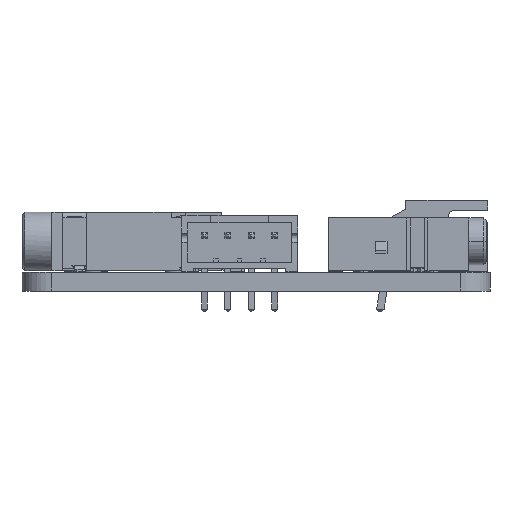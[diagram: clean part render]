
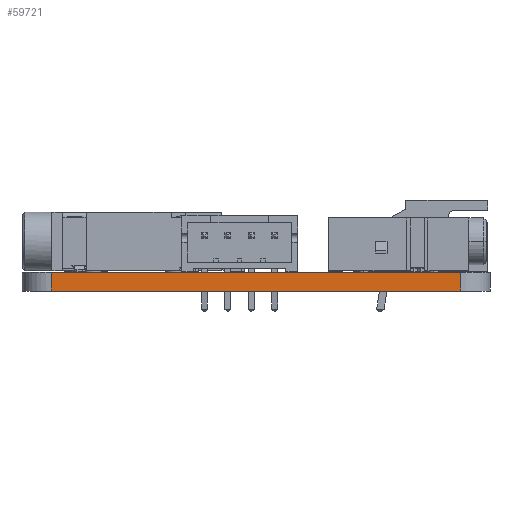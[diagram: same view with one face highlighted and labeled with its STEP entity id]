
A CAD part, front view. The second image highlights one B-rep face of the part: STEP entity #59721.
In plain terms, the highlighted planar face has unit normal (0, -1, 0).
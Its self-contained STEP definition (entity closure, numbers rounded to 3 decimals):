
#59721 = ADVANCED_FACE('',(#59722),#59736,.F.);
#59722 = FACE_BOUND('',#59723,.F.);
#59723 = EDGE_LOOP('',(#59724,#59759,#59787,#59815));
#59724 = ORIENTED_EDGE('',*,*,#59725,.T.);
#59725 = EDGE_CURVE('',#59726,#59728,#59730,.T.);
#59726 = VERTEX_POINT('',#59727);
#59727 = CARTESIAN_POINT('',(102.5,-135.,0.));
#59728 = VERTEX_POINT('',#59729);
#59729 = CARTESIAN_POINT('',(102.5,-135.,1.6));
#59730 = SURFACE_CURVE('',#59731,(#59735,#59747),.PCURVE_S1.);
#59731 = LINE('',#59732,#59733);
#59732 = CARTESIAN_POINT('',(102.5,-135.,0.));
#59733 = VECTOR('',#59734,1.);
#59734 = DIRECTION('',(0.,0.,1.));
#59735 = PCURVE('',#59736,#59741);
#59736 = PLANE('',#59737);
#59737 = AXIS2_PLACEMENT_3D('',#59738,#59739,#59740);
#59738 = CARTESIAN_POINT('',(102.5,-135.,0.));
#59739 = DIRECTION('',(0.,1.,0.));
#59740 = DIRECTION('',(1.,0.,0.));
#59741 = DEFINITIONAL_REPRESENTATION('',(#59742),#59746);
#59742 = LINE('',#59743,#59744);
#59743 = CARTESIAN_POINT('',(0.,0.));
#59744 = VECTOR('',#59745,1.);
#59745 = DIRECTION('',(0.,-1.));
#59746 = ( GEOMETRIC_REPRESENTATION_CONTEXT(2) 
PARAMETRIC_REPRESENTATION_CONTEXT() REPRESENTATION_CONTEXT('2D SPACE',''
  ) );
#59747 = PCURVE('',#59748,#59753);
#59748 = CYLINDRICAL_SURFACE('',#59749,2.5);
#59749 = AXIS2_PLACEMENT_3D('',#59750,#59751,#59752);
#59750 = CARTESIAN_POINT('',(102.5,-132.5,0.));
#59751 = DIRECTION('',(0.,0.,-1.));
#59752 = DIRECTION('',(1.,0.,0.));
#59753 = DEFINITIONAL_REPRESENTATION('',(#59754),#59758);
#59754 = LINE('',#59755,#59756);
#59755 = CARTESIAN_POINT('',(-4.712,0.));
#59756 = VECTOR('',#59757,1.);
#59757 = DIRECTION('',(0.,-1.));
#59758 = ( GEOMETRIC_REPRESENTATION_CONTEXT(2) 
PARAMETRIC_REPRESENTATION_CONTEXT() REPRESENTATION_CONTEXT('2D SPACE',''
  ) );
#59759 = ORIENTED_EDGE('',*,*,#59760,.T.);
#59760 = EDGE_CURVE('',#59728,#59761,#59763,.T.);
#59761 = VERTEX_POINT('',#59762);
#59762 = CARTESIAN_POINT('',(137.5,-135.,1.6));
#59763 = SURFACE_CURVE('',#59764,(#59768,#59775),.PCURVE_S1.);
#59764 = LINE('',#59765,#59766);
#59765 = CARTESIAN_POINT('',(102.5,-135.,1.6));
#59766 = VECTOR('',#59767,1.);
#59767 = DIRECTION('',(1.,0.,0.));
#59768 = PCURVE('',#59736,#59769);
#59769 = DEFINITIONAL_REPRESENTATION('',(#59770),#59774);
#59770 = LINE('',#59771,#59772);
#59771 = CARTESIAN_POINT('',(0.,-1.6));
#59772 = VECTOR('',#59773,1.);
#59773 = DIRECTION('',(1.,0.));
#59774 = ( GEOMETRIC_REPRESENTATION_CONTEXT(2) 
PARAMETRIC_REPRESENTATION_CONTEXT() REPRESENTATION_CONTEXT('2D SPACE',''
  ) );
#59775 = PCURVE('',#59776,#59781);
#59776 = PLANE('',#59777);
#59777 = AXIS2_PLACEMENT_3D('',#59778,#59779,#59780);
#59778 = CARTESIAN_POINT('',(120.,-115.,1.6));
#59779 = DIRECTION('',(0.,0.,1.));
#59780 = DIRECTION('',(1.,0.,0.));
#59781 = DEFINITIONAL_REPRESENTATION('',(#59782),#59786);
#59782 = LINE('',#59783,#59784);
#59783 = CARTESIAN_POINT('',(-17.5,-20.));
#59784 = VECTOR('',#59785,1.);
#59785 = DIRECTION('',(1.,0.));
#59786 = ( GEOMETRIC_REPRESENTATION_CONTEXT(2) 
PARAMETRIC_REPRESENTATION_CONTEXT() REPRESENTATION_CONTEXT('2D SPACE',''
  ) );
#59787 = ORIENTED_EDGE('',*,*,#59788,.F.);
#59788 = EDGE_CURVE('',#59789,#59761,#59791,.T.);
#59789 = VERTEX_POINT('',#59790);
#59790 = CARTESIAN_POINT('',(137.5,-135.,0.));
#59791 = SURFACE_CURVE('',#59792,(#59796,#59803),.PCURVE_S1.);
#59792 = LINE('',#59793,#59794);
#59793 = CARTESIAN_POINT('',(137.5,-135.,0.));
#59794 = VECTOR('',#59795,1.);
#59795 = DIRECTION('',(0.,0.,1.));
#59796 = PCURVE('',#59736,#59797);
#59797 = DEFINITIONAL_REPRESENTATION('',(#59798),#59802);
#59798 = LINE('',#59799,#59800);
#59799 = CARTESIAN_POINT('',(35.,0.));
#59800 = VECTOR('',#59801,1.);
#59801 = DIRECTION('',(0.,-1.));
#59802 = ( GEOMETRIC_REPRESENTATION_CONTEXT(2) 
PARAMETRIC_REPRESENTATION_CONTEXT() REPRESENTATION_CONTEXT('2D SPACE',''
  ) );
#59803 = PCURVE('',#59804,#59809);
#59804 = CYLINDRICAL_SURFACE('',#59805,2.5);
#59805 = AXIS2_PLACEMENT_3D('',#59806,#59807,#59808);
#59806 = CARTESIAN_POINT('',(137.5,-132.5,0.));
#59807 = DIRECTION('',(0.,0.,-1.));
#59808 = DIRECTION('',(1.,0.,0.));
#59809 = DEFINITIONAL_REPRESENTATION('',(#59810),#59814);
#59810 = LINE('',#59811,#59812);
#59811 = CARTESIAN_POINT('',(-4.712,0.));
#59812 = VECTOR('',#59813,1.);
#59813 = DIRECTION('',(0.,-1.));
#59814 = ( GEOMETRIC_REPRESENTATION_CONTEXT(2) 
PARAMETRIC_REPRESENTATION_CONTEXT() REPRESENTATION_CONTEXT('2D SPACE',''
  ) );
#59815 = ORIENTED_EDGE('',*,*,#59816,.F.);
#59816 = EDGE_CURVE('',#59726,#59789,#59817,.T.);
#59817 = SURFACE_CURVE('',#59818,(#59822,#59829),.PCURVE_S1.);
#59818 = LINE('',#59819,#59820);
#59819 = CARTESIAN_POINT('',(102.5,-135.,0.));
#59820 = VECTOR('',#59821,1.);
#59821 = DIRECTION('',(1.,0.,0.));
#59822 = PCURVE('',#59736,#59823);
#59823 = DEFINITIONAL_REPRESENTATION('',(#59824),#59828);
#59824 = LINE('',#59825,#59826);
#59825 = CARTESIAN_POINT('',(0.,0.));
#59826 = VECTOR('',#59827,1.);
#59827 = DIRECTION('',(1.,0.));
#59828 = ( GEOMETRIC_REPRESENTATION_CONTEXT(2) 
PARAMETRIC_REPRESENTATION_CONTEXT() REPRESENTATION_CONTEXT('2D SPACE',''
  ) );
#59829 = PCURVE('',#59830,#59835);
#59830 = PLANE('',#59831);
#59831 = AXIS2_PLACEMENT_3D('',#59832,#59833,#59834);
#59832 = CARTESIAN_POINT('',(120.,-115.,0.));
#59833 = DIRECTION('',(0.,0.,1.));
#59834 = DIRECTION('',(1.,0.,0.));
#59835 = DEFINITIONAL_REPRESENTATION('',(#59836),#59840);
#59836 = LINE('',#59837,#59838);
#59837 = CARTESIAN_POINT('',(-17.5,-20.));
#59838 = VECTOR('',#59839,1.);
#59839 = DIRECTION('',(1.,0.));
#59840 = ( GEOMETRIC_REPRESENTATION_CONTEXT(2) 
PARAMETRIC_REPRESENTATION_CONTEXT() REPRESENTATION_CONTEXT('2D SPACE',''
  ) );
